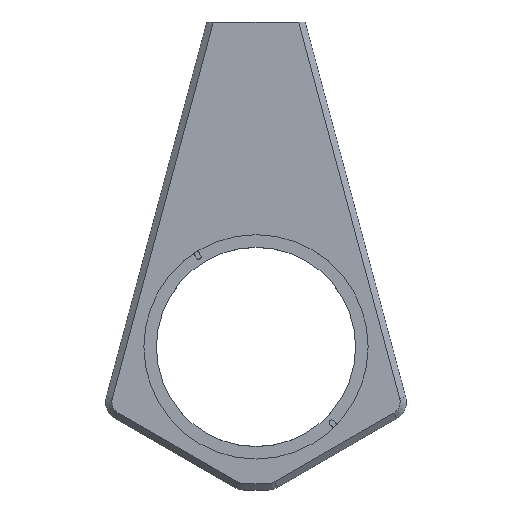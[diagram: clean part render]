
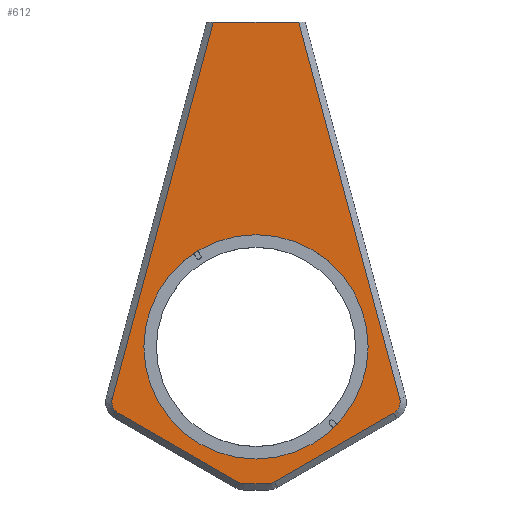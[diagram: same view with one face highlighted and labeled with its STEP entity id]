
A CAD part, top view. The second image highlights one B-rep face of the part: STEP entity #612.
In plain terms, the highlighted planar face has unit normal (0, 0, 1).
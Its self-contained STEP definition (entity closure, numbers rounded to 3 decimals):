
#15=FACE_BOUND('',#106,.T.);
#35=PLANE('',#668);
#67=FACE_OUTER_BOUND('',#105,.T.);
#105=EDGE_LOOP('',(#487,#488,#489,#490,#491,#492,#493,#494,#495,#496));
#106=EDGE_LOOP('',(#497));
#133=CIRCLE('',#638,263.5);
#135=CIRCLE('',#643,2.);
#137=CIRCLE('',#647,2.);
#139=CIRCLE('',#651,2.);
#141=CIRCLE('',#655,2.);
#146=CIRCLE('',#669,17.831);
#160=LINE('',#907,#217);
#165=LINE('',#916,#222);
#168=LINE('',#927,#225);
#172=LINE('',#939,#229);
#176=LINE('',#951,#233);
#217=VECTOR('',#716,10.);
#222=VECTOR('',#723,10.);
#225=VECTOR('',#734,10.);
#229=VECTOR('',#746,10.);
#233=VECTOR('',#758,10.);
#275=VERTEX_POINT('',#894);
#279=VERTEX_POINT('',#902);
#280=VERTEX_POINT('',#906);
#283=VERTEX_POINT('',#914);
#285=VERTEX_POINT('',#920);
#287=VERTEX_POINT('',#925);
#289=VERTEX_POINT('',#932);
#291=VERTEX_POINT('',#937);
#293=VERTEX_POINT('',#944);
#295=VERTEX_POINT('',#949);
#304=VERTEX_POINT('',#989);
#333=EDGE_CURVE('',#275,#279,#133,.T.);
#334=EDGE_CURVE('',#275,#280,#160,.T.);
#339=EDGE_CURVE('',#283,#279,#165,.T.);
#342=EDGE_CURVE('',#285,#283,#135,.T.);
#344=EDGE_CURVE('',#287,#285,#168,.T.);
#348=EDGE_CURVE('',#289,#287,#137,.T.);
#350=EDGE_CURVE('',#291,#289,#172,.T.);
#354=EDGE_CURVE('',#293,#291,#139,.T.);
#356=EDGE_CURVE('',#295,#293,#176,.T.);
#359=EDGE_CURVE('',#280,#295,#141,.T.);
#376=EDGE_CURVE('',#304,#304,#146,.T.);
#487=ORIENTED_EDGE('',*,*,#333,.T.);
#488=ORIENTED_EDGE('',*,*,#339,.F.);
#489=ORIENTED_EDGE('',*,*,#342,.F.);
#490=ORIENTED_EDGE('',*,*,#344,.F.);
#491=ORIENTED_EDGE('',*,*,#348,.F.);
#492=ORIENTED_EDGE('',*,*,#350,.F.);
#493=ORIENTED_EDGE('',*,*,#354,.F.);
#494=ORIENTED_EDGE('',*,*,#356,.F.);
#495=ORIENTED_EDGE('',*,*,#359,.F.);
#496=ORIENTED_EDGE('',*,*,#334,.F.);
#497=ORIENTED_EDGE('',*,*,#376,.T.);
#612=ADVANCED_FACE('',(#67,#15),#35,.T.);
#638=AXIS2_PLACEMENT_3D('',#904,#712,#713);
#643=AXIS2_PLACEMENT_3D('',#922,#729,#730);
#647=AXIS2_PLACEMENT_3D('',#934,#741,#742);
#651=AXIS2_PLACEMENT_3D('',#946,#753,#754);
#655=AXIS2_PLACEMENT_3D('',#955,#764,#765);
#668=AXIS2_PLACEMENT_3D('',#988,#802,#803);
#669=AXIS2_PLACEMENT_3D('',#990,#804,#805);
#712=DIRECTION('center_axis',(0.,0.,-1.));
#713=DIRECTION('ref_axis',(-0.166,-0.986,0.));
#716=DIRECTION('',(0.259,-0.966,0.));
#723=DIRECTION('',(0.259,0.966,0.));
#729=DIRECTION('center_axis',(0.,0.,-1.));
#730=DIRECTION('ref_axis',(-0.924,-0.383,0.));
#734=DIRECTION('',(-0.866,0.5,0.));
#741=DIRECTION('center_axis',(0.,0.,-1.));
#742=DIRECTION('ref_axis',(-0.259,-0.966,0.));
#746=DIRECTION('',(-1.,0.,0.));
#753=DIRECTION('center_axis',(0.,0.,-1.));
#754=DIRECTION('ref_axis',(0.259,-0.966,0.));
#758=DIRECTION('',(-0.866,-0.5,0.));
#764=DIRECTION('center_axis',(0.,0.,-1.));
#765=DIRECTION('ref_axis',(0.924,-0.383,0.));
#802=DIRECTION('center_axis',(0.,0.,1.));
#803=DIRECTION('ref_axis',(1.,0.,0.));
#804=DIRECTION('center_axis',(0.,0.,-1.));
#805=DIRECTION('ref_axis',(1.,0.,0.));
#894=CARTESIAN_POINT('',(145.859,116.467,12.8));
#902=CARTESIAN_POINT('',(132.27,116.467,12.8));
#904=CARTESIAN_POINT('Origin',(139.065,379.88,12.8));
#906=CARTESIAN_POINT('',(161.907,56.577,12.8));
#907=CARTESIAN_POINT('',(158.872,67.902,12.8));
#914=CARTESIAN_POINT('',(116.222,56.577,12.8));
#916=CARTESIAN_POINT('',(127.549,98.848,12.8));
#920=CARTESIAN_POINT('',(117.154,54.327,12.8));
#922=CARTESIAN_POINT('Origin',(118.154,56.059,12.8));
#925=CARTESIAN_POINT('',(136.126,43.374,12.8));
#927=CARTESIAN_POINT('',(119.482,52.983,12.8));
#932=CARTESIAN_POINT('',(137.126,43.106,12.8));
#934=CARTESIAN_POINT('Origin',(137.126,45.106,12.8));
#937=CARTESIAN_POINT('',(141.003,43.106,12.8));
#939=CARTESIAN_POINT('',(136.793,43.106,12.8));
#944=CARTESIAN_POINT('',(142.003,43.374,12.8));
#946=CARTESIAN_POINT('Origin',(141.003,45.106,12.8));
#949=CARTESIAN_POINT('',(160.975,54.327,12.8));
#951=CARTESIAN_POINT('',(155.639,51.246,12.8));
#955=CARTESIAN_POINT('Origin',(159.975,56.059,12.8));
#988=CARTESIAN_POINT('Origin',(139.065,77.125,12.8));
#989=CARTESIAN_POINT('',(121.234,64.845,12.8));
#990=CARTESIAN_POINT('Origin',(139.065,64.845,12.8));
